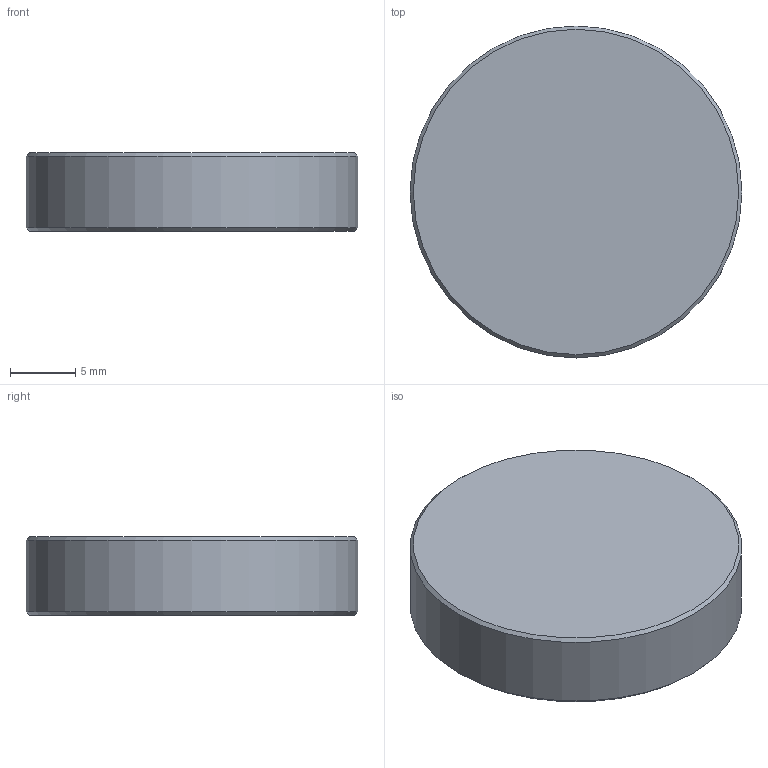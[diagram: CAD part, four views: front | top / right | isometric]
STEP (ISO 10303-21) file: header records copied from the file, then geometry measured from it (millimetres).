
FILE_DESCRIPTION(/* description */ ('STEP AP203'),/* implementation_level */ '2;1');
FILE_NAME(/* name */ '00_Thorlabs_PF10-03-P01-Step.ipt.step',/* time_stamp */ '2022-11-29T07:52:51+01:00',/* author */ ('admin'),/* organization */ (''),/* preprocessor_version */ 'ST-DEVELOPER v18.1',/* originating_system */ 'Autodesk Inventor 2022',/* authorisation */ '');
FILE_SCHEMA (('AUTOMOTIVE_DESIGN { 1 0 10303 214 3 1 1 }'));
Length unit declared in the file: inch
Products named in the file (1): PF10-03-P01-Step
Bounding box: 25.4 x 25.4 x 6 mm (x, y, z)
Volume: 3035.3 mm3; surface area: 1468.7 mm2
Topology: 1 solids, 1 shells, 34 faces, 216 edges, 213 vertices
Faces by surface type: plane 31, cone 2, cylinder 1
Full cylindrical faces by diameter (mm): 25.4 x1
Entity records: 3690 total; most frequent: CARTESIAN_POINT 2024, ORIENTED_EDGE 432, EDGE_CURVE 216, VERTEX_POINT 213, DIRECTION 189, LINE 109, VECTOR 109, B_SPLINE_CURVE_WITH_KNOTS 102
